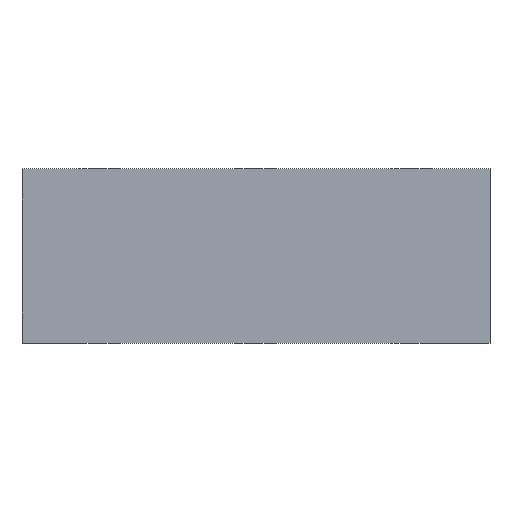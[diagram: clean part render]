
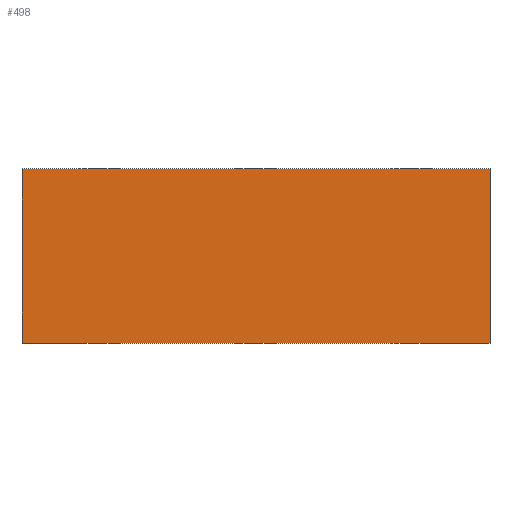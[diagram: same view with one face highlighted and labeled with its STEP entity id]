
A CAD part, front view. The second image highlights one B-rep face of the part: STEP entity #498.
In plain terms, the highlighted planar face has unit normal (0, -1, 0).
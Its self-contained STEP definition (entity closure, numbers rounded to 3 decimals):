
#45=FACE_OUTER_BOUND('',#72,.T.);
#72=EDGE_LOOP('',(#331,#332,#333,#334,#335,#336,#337,#338));
#109=LINE('',#721,#163);
#110=LINE('',#730,#164);
#111=LINE('',#732,#165);
#112=LINE('',#734,#166);
#113=LINE('',#736,#167);
#114=LINE('',#738,#168);
#115=LINE('',#740,#169);
#116=LINE('',#741,#170);
#163=VECTOR('',#589,10.);
#164=VECTOR('',#598,10.);
#165=VECTOR('',#599,10.);
#166=VECTOR('',#600,10.);
#167=VECTOR('',#601,10.);
#168=VECTOR('',#602,10.);
#169=VECTOR('',#603,10.);
#170=VECTOR('',#604,10.);
#213=VERTEX_POINT('',#711);
#217=VERTEX_POINT('',#719);
#221=VERTEX_POINT('',#729);
#222=VERTEX_POINT('',#731);
#223=VERTEX_POINT('',#733);
#224=VERTEX_POINT('',#735);
#225=VERTEX_POINT('',#737);
#226=VERTEX_POINT('',#739);
#261=EDGE_CURVE('',#213,#217,#109,.T.);
#265=EDGE_CURVE('',#221,#217,#110,.T.);
#266=EDGE_CURVE('',#221,#222,#111,.T.);
#267=EDGE_CURVE('',#222,#223,#112,.T.);
#268=EDGE_CURVE('',#223,#224,#113,.T.);
#269=EDGE_CURVE('',#225,#224,#114,.T.);
#270=EDGE_CURVE('',#225,#226,#115,.T.);
#271=EDGE_CURVE('',#226,#213,#116,.T.);
#331=ORIENTED_EDGE('',*,*,#261,.T.);
#332=ORIENTED_EDGE('',*,*,#265,.F.);
#333=ORIENTED_EDGE('',*,*,#266,.T.);
#334=ORIENTED_EDGE('',*,*,#267,.T.);
#335=ORIENTED_EDGE('',*,*,#268,.T.);
#336=ORIENTED_EDGE('',*,*,#269,.F.);
#337=ORIENTED_EDGE('',*,*,#270,.T.);
#338=ORIENTED_EDGE('',*,*,#271,.T.);
#455=PLANE('',#548);
#498=ADVANCED_FACE('',(#45),#455,.F.);
#548=AXIS2_PLACEMENT_3D('',#728,#596,#597);
#589=DIRECTION('',(-1.,0.,0.));
#596=DIRECTION('center_axis',(0.,1.,0.));
#597=DIRECTION('ref_axis',(0.,0.,1.));
#598=DIRECTION('',(0.,0.,1.));
#599=DIRECTION('',(0.,0.,-1.));
#600=DIRECTION('',(0.,0.,-1.));
#601=DIRECTION('',(1.,0.,0.));
#602=DIRECTION('',(0.,0.,-1.));
#603=DIRECTION('',(0.,0.,1.));
#604=DIRECTION('',(0.,0.,1.));
#711=CARTESIAN_POINT('',(0.,0.,0.));
#719=CARTESIAN_POINT('',(-150.,0.,0.));
#721=CARTESIAN_POINT('',(-75.,0.,0.));
#728=CARTESIAN_POINT('Origin',(-75.,0.,-28.));
#729=CARTESIAN_POINT('',(-150.,0.,-12.));
#730=CARTESIAN_POINT('',(-150.,0.,-42.));
#731=CARTESIAN_POINT('',(-150.,0.,-44.));
#732=CARTESIAN_POINT('',(-150.,0.,0.));
#733=CARTESIAN_POINT('',(-150.,0.,-56.));
#734=CARTESIAN_POINT('',(-150.,0.,-42.));
#735=CARTESIAN_POINT('',(0.,0.,-56.));
#736=CARTESIAN_POINT('',(-75.,0.,-56.));
#737=CARTESIAN_POINT('',(0.,0.,-44.));
#738=CARTESIAN_POINT('',(0.,0.,-39.));
#739=CARTESIAN_POINT('',(0.,0.,-12.));
#740=CARTESIAN_POINT('',(0.,0.,-56.));
#741=CARTESIAN_POINT('',(0.,0.,-39.));
